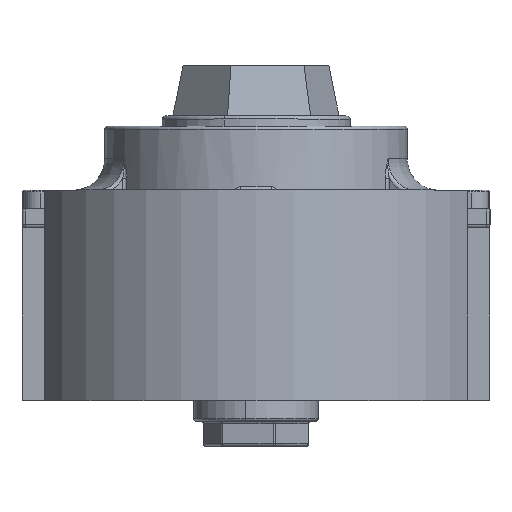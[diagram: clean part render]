
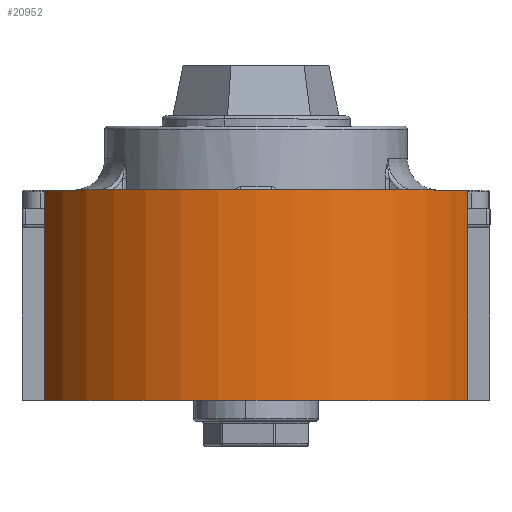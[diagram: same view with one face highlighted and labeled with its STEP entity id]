
A CAD part, top view. The second image highlights one B-rep face of the part: STEP entity #20952.
In plain terms, the highlighted cylindrical face has radius 36.95 mm (diameter 73.9 mm), a partial arc.
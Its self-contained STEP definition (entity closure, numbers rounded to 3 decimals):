
#969 = AXIS2_PLACEMENT_3D ( 'NONE', #61804, #46991, #54856 ) ;
#2814 = VERTEX_POINT ( 'NONE', #56790 ) ;
#3209 = VERTEX_POINT ( 'NONE', #47679 ) ;
#5185 = EDGE_CURVE ( 'NONE', #2814, #58399, #10075, .T. ) ;
#10075 = LINE ( 'NONE', #83292, #33199 ) ;
#11712 = CARTESIAN_POINT ( 'NONE',  ( 12.052, -33.768, 15. ) ) ;
#12896 = ORIENTED_EDGE ( 'NONE', *, *, #59147, .F. ) ;
#16519 = ORIENTED_EDGE ( 'NONE', *, *, #61332, .T. ) ;
#18289 = LINE ( 'NONE', #11712, #72083 ) ;
#20952 = ADVANCED_FACE ( 'NONE', ( #82105 ), #61621, .T. ) ;
#22390 = CARTESIAN_POINT ( 'NONE',  ( 12.052, 0., 0. ) ) ;
#23597 = DIRECTION ( 'NONE',  ( -1., 0., 0. ) ) ;
#23733 = DIRECTION ( 'NONE',  ( 1., 0., 0. ) ) ;
#26369 = EDGE_CURVE ( 'NONE', #3209, #44206, #76233, .T. ) ;
#26867 = VECTOR ( 'NONE', #50938, 1000. ) ;
#31610 = CIRCLE ( 'NONE', #969, 36.95 ) ;
#32210 = AXIS2_PLACEMENT_3D ( 'NONE', #34341, #67458, #86208 ) ;
#33199 = VECTOR ( 'NONE', #23597, 1000. ) ;
#34341 = CARTESIAN_POINT ( 'NONE',  ( -19.448, 0., 0. ) ) ;
#38238 = ORIENTED_EDGE ( 'NONE', *, *, #26369, .T. ) ;
#38273 = DIRECTION ( 'NONE',  ( 1., 0., 0. ) ) ;
#43335 = CARTESIAN_POINT ( 'NONE',  ( -19.448, -33.768, 15. ) ) ;
#44206 = VERTEX_POINT ( 'NONE', #77048 ) ;
#44207 = LINE ( 'NONE', #44635, #58305 ) ;
#44635 = CARTESIAN_POINT ( 'NONE',  ( 12.052, 33.768, 15. ) ) ;
#45925 = CIRCLE ( 'NONE', #32210, 36.95 ) ;
#46991 = DIRECTION ( 'NONE',  ( 1., 0., 0. ) ) ;
#47679 = CARTESIAN_POINT ( 'NONE',  ( 14.052, 33.768, 15. ) ) ;
#48945 = DIRECTION ( 'NONE',  ( 0., 1., 0. ) ) ;
#49025 = VERTEX_POINT ( 'NONE', #81233 ) ;
#49796 = DIRECTION ( 'NONE',  ( 1., 0., 0. ) ) ;
#50379 = ORIENTED_EDGE ( 'NONE', *, *, #5185, .F. ) ;
#50938 = DIRECTION ( 'NONE',  ( -1., 0., 0. ) ) ;
#54856 = DIRECTION ( 'NONE',  ( 0., 1., 0. ) ) ;
#56790 = CARTESIAN_POINT ( 'NONE',  ( -13.448, -33.768, 15. ) ) ;
#58305 = VECTOR ( 'NONE', #23733, 1000. ) ;
#58399 = VERTEX_POINT ( 'NONE', #43335 ) ;
#59147 = EDGE_CURVE ( 'NONE', #3209, #67572, #31610, .T. ) ;
#61332 = EDGE_CURVE ( 'NONE', #2814, #67572, #18289, .T. ) ;
#61621 = CYLINDRICAL_SURFACE ( 'NONE', #63252, 36.95 ) ;
#61804 = CARTESIAN_POINT ( 'NONE',  ( 14.052, 0., 0. ) ) ;
#63252 = AXIS2_PLACEMENT_3D ( 'NONE', #22390, #49796, #48945 ) ;
#67458 = DIRECTION ( 'NONE',  ( -1., 0., 0. ) ) ;
#67572 = VERTEX_POINT ( 'NONE', #82223 ) ;
#72083 = VECTOR ( 'NONE', #38273, 1000. ) ;
#72826 = ORIENTED_EDGE ( 'NONE', *, *, #77265, .F. ) ;
#76233 = LINE ( 'NONE', #83631, #26867 ) ;
#76612 = ORIENTED_EDGE ( 'NONE', *, *, #85184, .F. ) ;
#77048 = CARTESIAN_POINT ( 'NONE',  ( -13.448, 33.768, 15. ) ) ;
#77265 = EDGE_CURVE ( 'NONE', #58399, #49025, #45925, .T. ) ;
#77458 = EDGE_LOOP ( 'NONE', ( #50379, #16519, #12896, #38238, #76612, #72826 ) ) ;
#81233 = CARTESIAN_POINT ( 'NONE',  ( -19.448, 33.768, 15. ) ) ;
#82105 = FACE_OUTER_BOUND ( 'NONE', #77458, .T. ) ;
#82223 = CARTESIAN_POINT ( 'NONE',  ( 14.052, -33.768, 15. ) ) ;
#83292 = CARTESIAN_POINT ( 'NONE',  ( 12.052, -33.768, 15. ) ) ;
#83631 = CARTESIAN_POINT ( 'NONE',  ( 12.052, 33.768, 15. ) ) ;
#85184 = EDGE_CURVE ( 'NONE', #49025, #44206, #44207, .T. ) ;
#86208 = DIRECTION ( 'NONE',  ( 0., 1., 0. ) ) ;
